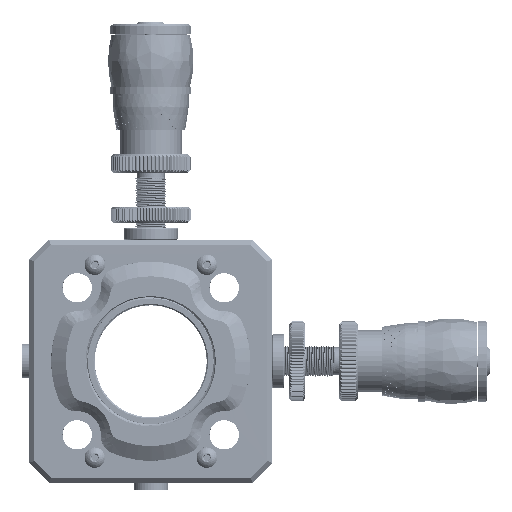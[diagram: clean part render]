
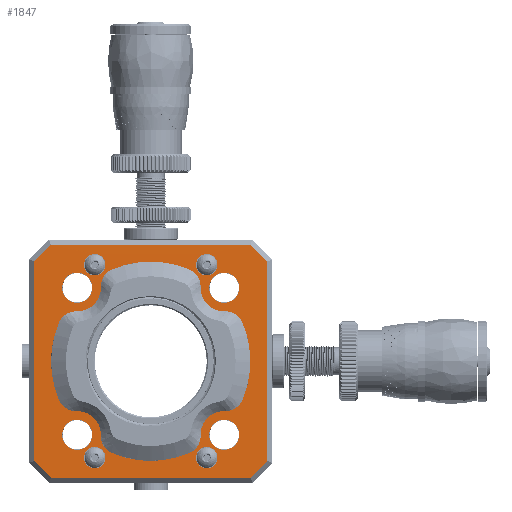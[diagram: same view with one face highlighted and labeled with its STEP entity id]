
A CAD part, top view. The second image highlights one B-rep face of the part: STEP entity #1847.
In plain terms, the highlighted planar face has unit normal (0, 0, 1).
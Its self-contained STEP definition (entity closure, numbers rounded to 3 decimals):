
#714=CARTESIAN_POINT('',(-11.43,19.685,8.89));
#715=DIRECTION('',(0.,0.,-1.));
#716=DIRECTION('',(0.,1.,0.));
#717=AXIS2_PLACEMENT_3D('',#714,#715,#716);
#719=CARTESIAN_POINT('',(-11.43,19.685,8.89));
#720=DIRECTION('',(0.,0.,-1.));
#721=DIRECTION('',(0.,-1.,0.));
#722=AXIS2_PLACEMENT_3D('',#719,#720,#721);
#724=CARTESIAN_POINT('',(11.43,-19.685,8.89));
#725=DIRECTION('',(0.,0.,-1.));
#726=DIRECTION('',(0.,1.,0.));
#727=AXIS2_PLACEMENT_3D('',#724,#725,#726);
#729=CARTESIAN_POINT('',(11.43,-19.685,8.89));
#730=DIRECTION('',(0.,0.,-1.));
#731=DIRECTION('',(0.,-1.,0.));
#732=AXIS2_PLACEMENT_3D('',#729,#730,#731);
#734=CARTESIAN_POINT('',(-15.,15.,8.89));
#735=DIRECTION('',(0.,0.,-1.));
#736=DIRECTION('',(0.,1.,0.));
#737=AXIS2_PLACEMENT_3D('',#734,#735,#736);
#739=CARTESIAN_POINT('',(-15.,15.,8.89));
#740=DIRECTION('',(0.,0.,-1.));
#741=DIRECTION('',(0.,-1.,0.));
#742=AXIS2_PLACEMENT_3D('',#739,#740,#741);
#744=CARTESIAN_POINT('',(15.,-15.,8.89));
#745=DIRECTION('',(0.,0.,-1.));
#746=DIRECTION('',(0.,1.,0.));
#747=AXIS2_PLACEMENT_3D('',#744,#745,#746);
#749=CARTESIAN_POINT('',(15.,-15.,8.89));
#750=DIRECTION('',(0.,0.,-1.));
#751=DIRECTION('',(0.,-1.,0.));
#752=AXIS2_PLACEMENT_3D('',#749,#750,#751);
#754=CARTESIAN_POINT('',(-15.,-15.,8.89));
#755=DIRECTION('',(0.,0.,-1.));
#756=DIRECTION('',(0.,1.,0.));
#757=AXIS2_PLACEMENT_3D('',#754,#755,#756);
#759=CARTESIAN_POINT('',(-15.,-15.,8.89));
#760=DIRECTION('',(0.,0.,-1.));
#761=DIRECTION('',(0.,-1.,0.));
#762=AXIS2_PLACEMENT_3D('',#759,#760,#761);
#764=CARTESIAN_POINT('',(15.,15.,8.89));
#765=DIRECTION('',(0.,0.,-1.));
#766=DIRECTION('',(0.,1.,0.));
#767=AXIS2_PLACEMENT_3D('',#764,#765,#766);
#769=CARTESIAN_POINT('',(15.,15.,8.89));
#770=DIRECTION('',(0.,0.,-1.));
#771=DIRECTION('',(0.,-1.,0.));
#772=AXIS2_PLACEMENT_3D('',#769,#770,#771);
#774=CARTESIAN_POINT('',(-11.43,-19.685,8.89));
#775=DIRECTION('',(0.,0.,-1.));
#776=DIRECTION('',(0.,1.,0.));
#777=AXIS2_PLACEMENT_3D('',#774,#775,#776);
#779=CARTESIAN_POINT('',(-11.43,-19.685,8.89));
#780=DIRECTION('',(0.,0.,-1.));
#781=DIRECTION('',(0.,-1.,0.));
#782=AXIS2_PLACEMENT_3D('',#779,#780,#781);
#784=CARTESIAN_POINT('',(11.43,19.685,8.89));
#785=DIRECTION('',(0.,0.,-1.));
#786=DIRECTION('',(0.,1.,0.));
#787=AXIS2_PLACEMENT_3D('',#784,#785,#786);
#789=CARTESIAN_POINT('',(11.43,19.685,8.89));
#790=DIRECTION('',(0.,0.,-1.));
#791=DIRECTION('',(0.,-1.,0.));
#792=AXIS2_PLACEMENT_3D('',#789,#790,#791);
#794=CARTESIAN_POINT('',(0.,0.,8.887));
#795=DIRECTION('',(0.,0.,1.));
#796=DIRECTION('',(0.,-1.,0.));
#797=AXIS2_PLACEMENT_3D('',#794,#795,#796);
#799=CARTESIAN_POINT('',(0.,0.,8.887));
#800=DIRECTION('',(0.,0.,1.));
#801=DIRECTION('',(0.,1.,0.));
#802=AXIS2_PLACEMENT_3D('',#799,#800,#801);
#804=DIRECTION('',(-1.,0.,0.));
#805=VECTOR('',#804,40.702);
#806=CARTESIAN_POINT('',(20.351,-23.765,8.887));
#807=LINE('',#806,#805);
#808=DIRECTION('',(0.707,-0.707,0.));
#809=VECTOR('',#808,4.828);
#810=CARTESIAN_POINT('',(-23.765,-20.351,8.887));
#811=LINE('',#810,#809);
#812=DIRECTION('',(0.,1.,0.));
#813=VECTOR('',#812,40.702);
#814=CARTESIAN_POINT('',(-23.765,-20.351,8.887));
#815=LINE('',#814,#813);
#816=DIRECTION('',(-0.707,-0.707,0.));
#817=VECTOR('',#816,4.828);
#818=CARTESIAN_POINT('',(-20.351,23.765,8.887));
#819=LINE('',#818,#817);
#820=DIRECTION('',(1.,0.,0.));
#821=VECTOR('',#820,40.702);
#822=CARTESIAN_POINT('',(-20.351,23.765,8.887));
#823=LINE('',#822,#821);
#824=DIRECTION('',(-0.707,0.707,0.));
#825=VECTOR('',#824,4.828);
#826=CARTESIAN_POINT('',(23.765,20.351,8.887));
#827=LINE('',#826,#825);
#828=DIRECTION('',(0.,-1.,0.));
#829=VECTOR('',#828,40.702);
#830=CARTESIAN_POINT('',(23.765,20.351,8.887));
#831=LINE('',#830,#829);
#832=DIRECTION('',(0.707,0.707,0.));
#833=VECTOR('',#832,4.828);
#834=CARTESIAN_POINT('',(20.351,-23.765,8.887));
#835=LINE('',#834,#833);
#1546=CARTESIAN_POINT('',(-15.,11.927,8.89));
#1547=CARTESIAN_POINT('',(-15.,18.073,8.89));
#1548=VERTEX_POINT('',#1546);
#1549=VERTEX_POINT('',#1547);
#1568=CARTESIAN_POINT('',(0.,16.02,8.887));
#1569=VERTEX_POINT('',#1568);
#1578=CARTESIAN_POINT('',(11.43,-17.501,8.89));
#1579=CARTESIAN_POINT('',(11.43,-21.869,8.89));
#1580=VERTEX_POINT('',#1578);
#1581=VERTEX_POINT('',#1579);
#1598=CARTESIAN_POINT('',(-11.43,-21.869,8.89));
#1599=CARTESIAN_POINT('',(-11.43,-17.501,8.89));
#1600=VERTEX_POINT('',#1598);
#1601=VERTEX_POINT('',#1599);
#1605=CARTESIAN_POINT('',(15.,18.073,8.889));
#1607=VERTEX_POINT('',#1605);
#1612=CARTESIAN_POINT('',(-15.,-11.927,8.89));
#1613=CARTESIAN_POINT('',(-15.,-18.073,8.89));
#1614=VERTEX_POINT('',#1612);
#1615=VERTEX_POINT('',#1613);
#1616=CARTESIAN_POINT('',(11.43,21.869,8.89));
#1617=CARTESIAN_POINT('',(11.43,17.501,8.89));
#1618=VERTEX_POINT('',#1616);
#1619=VERTEX_POINT('',#1617);
#1640=CARTESIAN_POINT('',(15.,11.927,8.889));
#1641=VERTEX_POINT('',#1640);
#1667=CARTESIAN_POINT('',(15.,-18.073,8.889));
#1669=VERTEX_POINT('',#1667);
#1682=CARTESIAN_POINT('',(-11.43,17.501,8.889));
#1683=VERTEX_POINT('',#1682);
#1704=CARTESIAN_POINT('',(-11.43,21.869,8.889));
#1705=VERTEX_POINT('',#1704);
#1706=CARTESIAN_POINT('',(15.,-11.927,8.89));
#1707=VERTEX_POINT('',#1706);
#1720=CARTESIAN_POINT('',(0.,-16.02,8.887));
#1721=VERTEX_POINT('',#1720);
#1738=CARTESIAN_POINT('',(20.351,-23.765,8.887));
#1739=CARTESIAN_POINT('',(-20.351,-23.765,8.887));
#1740=VERTEX_POINT('',#1738);
#1741=VERTEX_POINT('',#1739);
#1748=CARTESIAN_POINT('',(-23.765,-20.351,8.887));
#1749=VERTEX_POINT('',#1748);
#1750=CARTESIAN_POINT('',(-23.765,20.351,8.887));
#1751=VERTEX_POINT('',#1750);
#1754=CARTESIAN_POINT('',(-20.351,23.765,8.887));
#1755=VERTEX_POINT('',#1754);
#1758=CARTESIAN_POINT('',(20.351,23.765,8.887));
#1759=VERTEX_POINT('',#1758);
#1764=CARTESIAN_POINT('',(23.765,20.351,8.887));
#1765=VERTEX_POINT('',#1764);
#1766=CARTESIAN_POINT('',(23.765,-20.351,8.887));
#1767=VERTEX_POINT('',#1766);
#1770=CARTESIAN_POINT('',(22.225,0.19,8.887));
#1771=DIRECTION('',(0.,0.,1.));
#1772=DIRECTION('',(0.,1.,0.));
#1773=AXIS2_PLACEMENT_3D('',#1770,#1771,#1772);
#1774=PLANE('',#1773);
#1776=ORIENTED_EDGE('',*,*,#1775,.T.);
#1778=ORIENTED_EDGE('',*,*,#1777,.F.);
#1780=ORIENTED_EDGE('',*,*,#1779,.T.);
#1782=ORIENTED_EDGE('',*,*,#1781,.F.);
#1784=ORIENTED_EDGE('',*,*,#1783,.T.);
#1786=ORIENTED_EDGE('',*,*,#1785,.F.);
#1788=ORIENTED_EDGE('',*,*,#1787,.T.);
#1790=ORIENTED_EDGE('',*,*,#1789,.F.);
#1791=EDGE_LOOP('',(#1776,#1778,#1780,#1782,#1784,#1786,#1788,#1790));
#1792=FACE_OUTER_BOUND('',#1791,.F.);
#1794=ORIENTED_EDGE('',*,*,#1793,.F.);
#1796=ORIENTED_EDGE('',*,*,#1795,.F.);
#1797=EDGE_LOOP('',(#1794,#1796));
#1798=FACE_BOUND('',#1797,.F.);
#1800=ORIENTED_EDGE('',*,*,#1799,.F.);
#1802=ORIENTED_EDGE('',*,*,#1801,.F.);
#1803=EDGE_LOOP('',(#1800,#1802));
#1804=FACE_BOUND('',#1803,.F.);
#1806=ORIENTED_EDGE('',*,*,#1805,.F.);
#1808=ORIENTED_EDGE('',*,*,#1807,.F.);
#1809=EDGE_LOOP('',(#1806,#1808));
#1810=FACE_BOUND('',#1809,.F.);
#1812=ORIENTED_EDGE('',*,*,#1811,.F.);
#1814=ORIENTED_EDGE('',*,*,#1813,.F.);
#1815=EDGE_LOOP('',(#1812,#1814));
#1816=FACE_BOUND('',#1815,.F.);
#1818=ORIENTED_EDGE('',*,*,#1817,.F.);
#1820=ORIENTED_EDGE('',*,*,#1819,.F.);
#1821=EDGE_LOOP('',(#1818,#1820));
#1822=FACE_BOUND('',#1821,.F.);
#1824=ORIENTED_EDGE('',*,*,#1823,.F.);
#1826=ORIENTED_EDGE('',*,*,#1825,.F.);
#1827=EDGE_LOOP('',(#1824,#1826));
#1828=FACE_BOUND('',#1827,.F.);
#1830=ORIENTED_EDGE('',*,*,#1829,.F.);
#1832=ORIENTED_EDGE('',*,*,#1831,.F.);
#1833=EDGE_LOOP('',(#1830,#1832));
#1834=FACE_BOUND('',#1833,.F.);
#1836=ORIENTED_EDGE('',*,*,#1835,.T.);
#1838=ORIENTED_EDGE('',*,*,#1837,.T.);
#1839=EDGE_LOOP('',(#1836,#1838));
#1840=FACE_BOUND('',#1839,.F.);
#1842=ORIENTED_EDGE('',*,*,#1841,.F.);
#1844=ORIENTED_EDGE('',*,*,#1843,.F.);
#1845=EDGE_LOOP('',(#1842,#1844));
#1846=FACE_BOUND('',#1845,.F.);
#1847=ADVANCED_FACE('',(#1792,#1798,#1804,#1810,#1816,#1822,#1828,#1834,#1840,
#1846),#1774,.T.);
#718=CIRCLE('',#717,2.184);
#723=CIRCLE('',#722,2.184);
#728=CIRCLE('',#727,2.184);
#733=CIRCLE('',#732,2.184);
#738=CIRCLE('',#737,3.073);
#743=CIRCLE('',#742,3.073);
#748=CIRCLE('',#747,3.073);
#753=CIRCLE('',#752,3.073);
#758=CIRCLE('',#757,3.073);
#763=CIRCLE('',#762,3.073);
#768=CIRCLE('',#767,3.073);
#773=CIRCLE('',#772,3.073);
#778=CIRCLE('',#777,2.184);
#783=CIRCLE('',#782,2.184);
#788=CIRCLE('',#787,2.184);
#793=CIRCLE('',#792,2.184);
#798=CIRCLE('',#797,16.02);
#803=CIRCLE('',#802,16.02);
#1775=EDGE_CURVE('',#1740,#1741,#807,.T.);
#1777=EDGE_CURVE('',#1749,#1741,#811,.T.);
#1779=EDGE_CURVE('',#1749,#1751,#815,.T.);
#1781=EDGE_CURVE('',#1755,#1751,#819,.T.);
#1783=EDGE_CURVE('',#1755,#1759,#823,.T.);
#1785=EDGE_CURVE('',#1765,#1759,#827,.T.);
#1787=EDGE_CURVE('',#1765,#1767,#831,.T.);
#1789=EDGE_CURVE('',#1740,#1767,#835,.T.);
#1793=EDGE_CURVE('',#1580,#1581,#728,.T.);
#1795=EDGE_CURVE('',#1581,#1580,#733,.T.);
#1799=EDGE_CURVE('',#1549,#1548,#738,.T.);
#1801=EDGE_CURVE('',#1548,#1549,#743,.T.);
#1805=EDGE_CURVE('',#1707,#1669,#748,.T.);
#1807=EDGE_CURVE('',#1669,#1707,#753,.T.);
#1811=EDGE_CURVE('',#1614,#1615,#758,.T.);
#1813=EDGE_CURVE('',#1615,#1614,#763,.T.);
#1817=EDGE_CURVE('',#1607,#1641,#768,.T.);
#1819=EDGE_CURVE('',#1641,#1607,#773,.T.);
#1823=EDGE_CURVE('',#1601,#1600,#778,.T.);
#1825=EDGE_CURVE('',#1600,#1601,#783,.T.);
#1829=EDGE_CURVE('',#1618,#1619,#788,.T.);
#1831=EDGE_CURVE('',#1619,#1618,#793,.T.);
#1835=EDGE_CURVE('',#1721,#1569,#798,.T.);
#1837=EDGE_CURVE('',#1569,#1721,#803,.T.);
#1841=EDGE_CURVE('',#1705,#1683,#718,.T.);
#1843=EDGE_CURVE('',#1683,#1705,#723,.T.);
